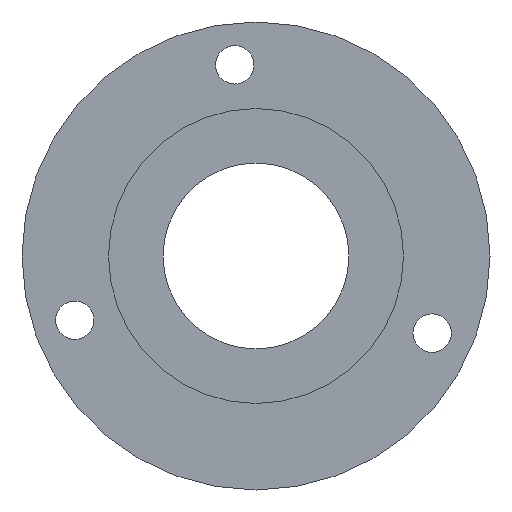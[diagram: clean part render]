
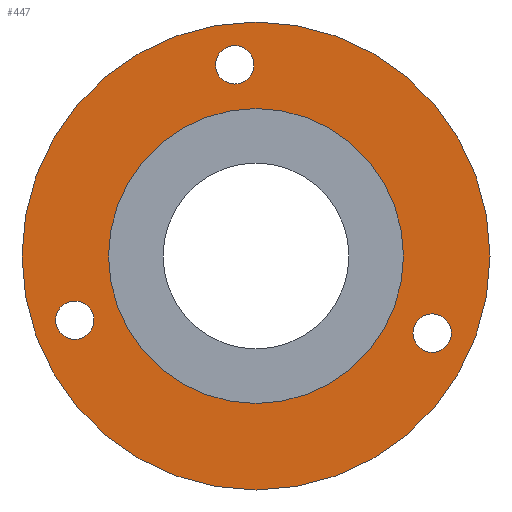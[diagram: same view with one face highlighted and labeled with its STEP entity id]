
A CAD part, front view. The second image highlights one B-rep face of the part: STEP entity #447.
In plain terms, the highlighted planar face has unit normal (0, -1, 0).
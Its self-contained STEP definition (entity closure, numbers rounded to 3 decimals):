
#174=CARTESIAN_POINT('',(-28.277,-10.,-7.02));
#175=VERTEX_POINT('',#174);
#199=CARTESIAN_POINT('',(-28.277,-10.,-13.02));
#200=VERTEX_POINT('',#199);
#201=CARTESIAN_POINT('',(-28.277,-10.,-10.02));
#202=DIRECTION('',(0.,-1.,0.));
#203=DIRECTION('',(0.,0.,-1.));
#204=AXIS2_PLACEMENT_3D('',#201,#202,#203);
#205=CIRCLE('',#204,3.);
#206=EDGE_CURVE('',#175,#200,#205,.T.);
#208=CARTESIAN_POINT('',(-28.277,-10.,-10.02));
#209=DIRECTION('',(0.,-1.,0.));
#210=DIRECTION('',(0.,0.,-1.));
#211=AXIS2_PLACEMENT_3D('',#208,#209,#210);
#212=CIRCLE('',#211,3.);
#213=EDGE_CURVE('',#200,#175,#212,.T.);
#225=CARTESIAN_POINT('',(0.,-10.,36.5));
#226=VERTEX_POINT('',#225);
#233=CARTESIAN_POINT('',(-0.,-10.,-36.5));
#234=VERTEX_POINT('',#233);
#235=CARTESIAN_POINT('',(0.,-10.,0.));
#236=DIRECTION('',(0.,-1.,0.));
#237=DIRECTION('',(0.,0.,-1.));
#238=AXIS2_PLACEMENT_3D('',#235,#236,#237);
#239=CIRCLE('',#238,36.5);
#240=EDGE_CURVE('',#234,#226,#239,.T.);
#242=CARTESIAN_POINT('',(0.,-10.,0.));
#243=DIRECTION('',(0.,-1.,0.));
#244=DIRECTION('',(0.,0.,-1.));
#245=AXIS2_PLACEMENT_3D('',#242,#243,#244);
#246=CIRCLE('',#245,36.5);
#247=EDGE_CURVE('',#226,#234,#246,.T.);
#276=CARTESIAN_POINT('',(27.483,-10.,-9.028));
#277=VERTEX_POINT('',#276);
#301=CARTESIAN_POINT('',(27.483,-10.,-15.028));
#302=VERTEX_POINT('',#301);
#303=CARTESIAN_POINT('',(27.483,-10.,-12.028));
#304=DIRECTION('',(0.,-1.,0.));
#305=DIRECTION('',(0.,0.,-1.));
#306=AXIS2_PLACEMENT_3D('',#303,#304,#305);
#307=CIRCLE('',#306,3.);
#308=EDGE_CURVE('',#277,#302,#307,.T.);
#310=CARTESIAN_POINT('',(27.483,-10.,-12.028));
#311=DIRECTION('',(0.,-1.,0.));
#312=DIRECTION('',(0.,0.,-1.));
#313=AXIS2_PLACEMENT_3D('',#310,#311,#312);
#314=CIRCLE('',#313,3.);
#315=EDGE_CURVE('',#302,#277,#314,.T.);
#327=CARTESIAN_POINT('',(-3.325,-10.,32.815));
#328=VERTEX_POINT('',#327);
#352=CARTESIAN_POINT('',(-3.325,-10.,26.815));
#353=VERTEX_POINT('',#352);
#354=CARTESIAN_POINT('',(-3.325,-10.,29.815));
#355=DIRECTION('',(0.,-1.,0.));
#356=DIRECTION('',(0.,0.,-1.));
#357=AXIS2_PLACEMENT_3D('',#354,#355,#356);
#358=CIRCLE('',#357,3.);
#359=EDGE_CURVE('',#328,#353,#358,.T.);
#361=CARTESIAN_POINT('',(-3.325,-10.,29.815));
#362=DIRECTION('',(0.,-1.,0.));
#363=DIRECTION('',(0.,0.,-1.));
#364=AXIS2_PLACEMENT_3D('',#361,#362,#363);
#365=CIRCLE('',#364,3.);
#366=EDGE_CURVE('',#353,#328,#365,.T.);
#378=CARTESIAN_POINT('',(0.,-10.,23.));
#379=VERTEX_POINT('',#378);
#403=CARTESIAN_POINT('',(-0.,-10.,-23.));
#404=VERTEX_POINT('',#403);
#405=CARTESIAN_POINT('',(0.,-10.,0.));
#406=DIRECTION('',(0.,-1.,0.));
#407=DIRECTION('',(0.,0.,-1.));
#408=AXIS2_PLACEMENT_3D('',#405,#406,#407);
#409=CIRCLE('',#408,23.);
#410=EDGE_CURVE('',#379,#404,#409,.T.);
#412=CARTESIAN_POINT('',(0.,-10.,0.));
#413=DIRECTION('',(0.,-1.,0.));
#414=DIRECTION('',(0.,0.,-1.));
#415=AXIS2_PLACEMENT_3D('',#412,#413,#414);
#416=CIRCLE('',#415,23.);
#417=EDGE_CURVE('',#404,#379,#416,.T.);
#422=CARTESIAN_POINT('',(0.,-10.,0.));
#423=DIRECTION('',(0.,-1.,0.));
#424=DIRECTION('',(0.,0.,-1.));
#425=AXIS2_PLACEMENT_3D('',#422,#423,#424);
#426=PLANE('',#425);
#427=ORIENTED_EDGE('',*,*,#359,.F.);
#428=ORIENTED_EDGE('',*,*,#366,.F.);
#429=EDGE_LOOP('',(#427,#428));
#430=FACE_BOUND('',#429,.T.);
#431=ORIENTED_EDGE('',*,*,#308,.F.);
#432=ORIENTED_EDGE('',*,*,#315,.F.);
#433=EDGE_LOOP('',(#431,#432));
#434=FACE_BOUND('',#433,.T.);
#435=ORIENTED_EDGE('',*,*,#240,.T.);
#436=ORIENTED_EDGE('',*,*,#247,.T.);
#437=EDGE_LOOP('',(#435,#436));
#438=FACE_BOUND('',#437,.T.);
#439=ORIENTED_EDGE('',*,*,#206,.F.);
#440=ORIENTED_EDGE('',*,*,#213,.F.);
#441=EDGE_LOOP('',(#439,#440));
#442=FACE_BOUND('',#441,.T.);
#443=ORIENTED_EDGE('',*,*,#410,.F.);
#444=ORIENTED_EDGE('',*,*,#417,.F.);
#445=EDGE_LOOP('',(#443,#444));
#446=FACE_BOUND('',#445,.T.);
#447=ADVANCED_FACE('',(#430,#434,#438,#442,#446),#426,.T.);
